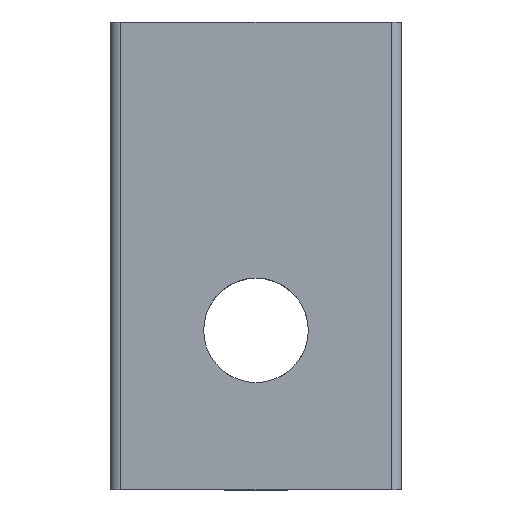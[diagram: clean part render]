
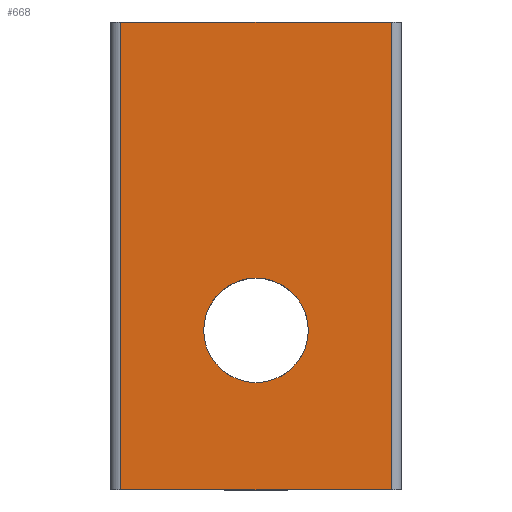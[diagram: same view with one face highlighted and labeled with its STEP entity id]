
A CAD part, top view. The second image highlights one B-rep face of the part: STEP entity #668.
In plain terms, the highlighted planar face has unit normal (0, 0, 1).
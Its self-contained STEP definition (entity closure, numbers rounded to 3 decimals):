
#12 = CARTESIAN_POINT ( 'NONE',  ( 0., -3.5, 0. ) ) ;
#15 = DIRECTION ( 'NONE',  ( 0., 0., 1. ) ) ;
#53 = CARTESIAN_POINT ( 'NONE',  ( 6.35, -11., 0. ) ) ;
#73 = PLANE ( 'NONE',  #75 ) ;
#75 = AXIS2_PLACEMENT_3D ( 'NONE', #191, #467, #461 ) ;
#89 = ORIENTED_EDGE ( 'NONE', *, *, #711, .F. ) ;
#103 = EDGE_CURVE ( 'NONE', #638, #324, #590, .T. ) ;
#110 = VERTEX_POINT ( 'NONE', #409 ) ;
#128 = DIRECTION ( 'NONE',  ( 0., 0., 1. ) ) ;
#164 = CARTESIAN_POINT ( 'NONE',  ( -6.35, -11., 0. ) ) ;
#178 = ORIENTED_EDGE ( 'NONE', *, *, #103, .F. ) ;
#186 = LINE ( 'NONE', #53, #470 ) ;
#191 = CARTESIAN_POINT ( 'NONE',  ( 6.35, -11., 0. ) ) ;
#236 = VECTOR ( 'NONE', #480, 1000. ) ;
#244 = EDGE_LOOP ( 'NONE', ( #264, #384 ) ) ;
#250 = DIRECTION ( 'NONE',  ( 0., -1., 0. ) ) ;
#264 = ORIENTED_EDGE ( 'NONE', *, *, #372, .F. ) ;
#296 = DIRECTION ( 'NONE',  ( 0., -1., 0. ) ) ;
#300 = VERTEX_POINT ( 'NONE', #627 ) ;
#305 = CARTESIAN_POINT ( 'NONE',  ( 6.35, 11., 0. ) ) ;
#322 = FACE_OUTER_BOUND ( 'NONE', #537, .T. ) ;
#324 = VERTEX_POINT ( 'NONE', #164 ) ;
#339 = EDGE_CURVE ( 'NONE', #300, #730, #505, .T. ) ;
#341 = FACE_BOUND ( 'NONE', #244, .T. ) ;
#346 = CARTESIAN_POINT ( 'NONE',  ( -6.35, -11., 0. ) ) ;
#369 = AXIS2_PLACEMENT_3D ( 'NONE', #405, #15, #463 ) ;
#372 = EDGE_CURVE ( 'NONE', #730, #300, #526, .T. ) ;
#384 = ORIENTED_EDGE ( 'NONE', *, *, #339, .F. ) ;
#405 = CARTESIAN_POINT ( 'NONE',  ( 0., -3.5, 0. ) ) ;
#407 = VECTOR ( 'NONE', #733, 1000. ) ;
#409 = CARTESIAN_POINT ( 'NONE',  ( -6.35, 11., 0. ) ) ;
#435 = VECTOR ( 'NONE', #701, 1000. ) ;
#461 = DIRECTION ( 'NONE',  ( 0., 1., 0. ) ) ;
#463 = DIRECTION ( 'NONE',  ( 0., -1., 0. ) ) ;
#467 = DIRECTION ( 'NONE',  ( 0., 0., -1. ) ) ;
#470 = VECTOR ( 'NONE', #296, 1000. ) ;
#480 = DIRECTION ( 'NONE',  ( 1., 0., 0. ) ) ;
#505 = CIRCLE ( 'NONE', #369, 2.458 ) ;
#512 = CARTESIAN_POINT ( 'NONE',  ( 6.35, 11., 0. ) ) ;
#526 = CIRCLE ( 'NONE', #532, 2.458 ) ;
#532 = AXIS2_PLACEMENT_3D ( 'NONE', #12, #128, #250 ) ;
#537 = EDGE_LOOP ( 'NONE', ( #178, #568, #89, #589 ) ) ;
#558 = LINE ( 'NONE', #346, #407 ) ;
#568 = ORIENTED_EDGE ( 'NONE', *, *, #620, .F. ) ;
#579 = LINE ( 'NONE', #305, #236 ) ;
#589 = ORIENTED_EDGE ( 'NONE', *, *, #626, .F. ) ;
#590 = LINE ( 'NONE', #695, #435 ) ;
#591 = CARTESIAN_POINT ( 'NONE',  ( 0., -5.958, 0. ) ) ;
#604 = VERTEX_POINT ( 'NONE', #512 ) ;
#620 = EDGE_CURVE ( 'NONE', #604, #638, #186, .T. ) ;
#626 = EDGE_CURVE ( 'NONE', #324, #110, #558, .T. ) ;
#627 = CARTESIAN_POINT ( 'NONE',  ( 0., -1.041, 0. ) ) ;
#638 = VERTEX_POINT ( 'NONE', #737 ) ;
#668 = ADVANCED_FACE ( 'NONE', ( #341, #322 ), #73, .F. ) ;
#695 = CARTESIAN_POINT ( 'NONE',  ( 6.35, -11., 0. ) ) ;
#701 = DIRECTION ( 'NONE',  ( -1., 0., 0. ) ) ;
#711 = EDGE_CURVE ( 'NONE', #110, #604, #579, .T. ) ;
#730 = VERTEX_POINT ( 'NONE', #591 ) ;
#733 = DIRECTION ( 'NONE',  ( 0., 1., 0. ) ) ;
#737 = CARTESIAN_POINT ( 'NONE',  ( 6.35, -11., 0. ) ) ;
